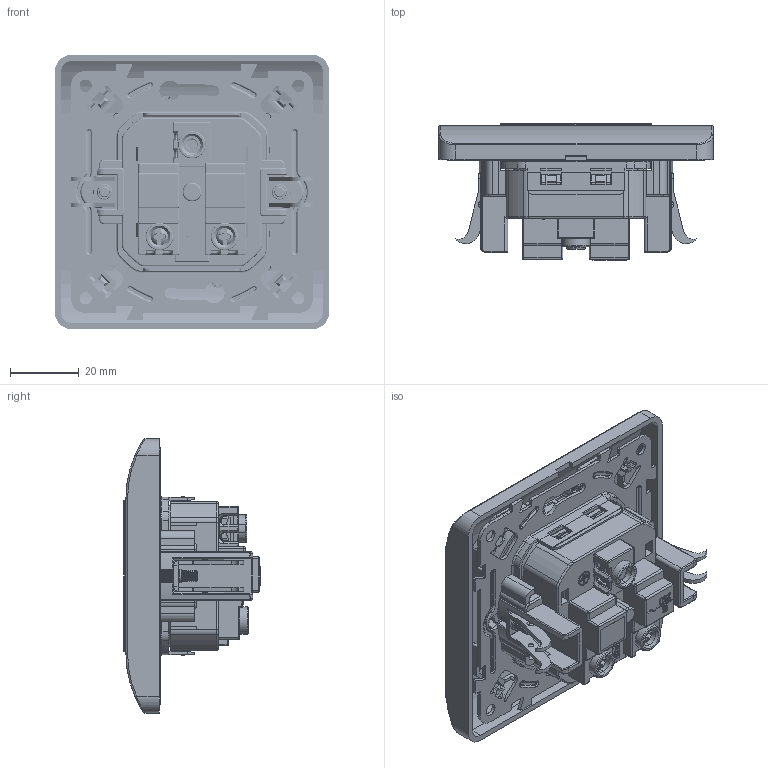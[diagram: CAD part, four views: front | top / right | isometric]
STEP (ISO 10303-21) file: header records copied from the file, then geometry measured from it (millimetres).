
FILE_DESCRIPTION((''),'2;1');
FILE_NAME('ASM0188_ASM','2023-12-28T',('wznwsJS'),(''),'PRO/ENGINEER BY PARAMETRIC TECHNOLOGY CORPORATION, 2008380','PRO/ENGINEER BY PARAMETRIC TECHNOLOGY CORPORATION, 2008380','');
FILE_SCHEMA(('CONFIG_CONTROL_DESIGN'));
Length unit declared in the file: millimetre
Products named in the file (22): PRT0639; PRT0640; PRT0641; PRT0642; ASM0214_ASM; PRT0643; YXB_7_2; DDLS_M3_1; PRT0644; U_T_ZJ_12; PRT0645; MB_U_12_1; PRT0646; KZ_U_2; AZLD_3; ASM0215_ASM; PRT0647; ASM0213_ASM; ASM0191_ASM; ASM0190_ASM; ASM0189_ASM; ASM0188_ASM
Assembly tree (23 placements, depth 7):
  ASM0188_ASM
    ASM0189_ASM
      ASM0190_ASM
        ASM0191_ASM
          ASM0213_ASM
            PRT0639
            ASM0214_ASM  x2
              PRT0640
              PRT0641
              PRT0642
            PRT0643
            YXB_7_2
            DDLS_M3_1
            PRT0644
            U_T_ZJ_12
            PRT0645
            MB_U_12_1
            PRT0646
            ASM0215_ASM  x2
              KZ_U_2
              AZLD_3
            PRT0647
Bounding box: 80 x 39.75 x 80 mm (x, y, z)
Volume: 39479.9 mm3; surface area: 60469.5 mm2
Topology: 19 solids, 19 shells, 4133 faces, 11582 edges, 7524 vertices
Faces by surface type: plane 2107, cylinder 1377, torus 264, bspline 181, cone 117, sphere 49, extrusion 38
Entity records: 141958 total; most frequent: CARTESIAN_POINT 45179, ORIENTED_EDGE 20896, DIRECTION 19580, EDGE_CURVE 10448, VERTEX_POINT 6815, AXIS2_PLACEMENT_3D 6628, VECTOR 6324, LINE 6286
